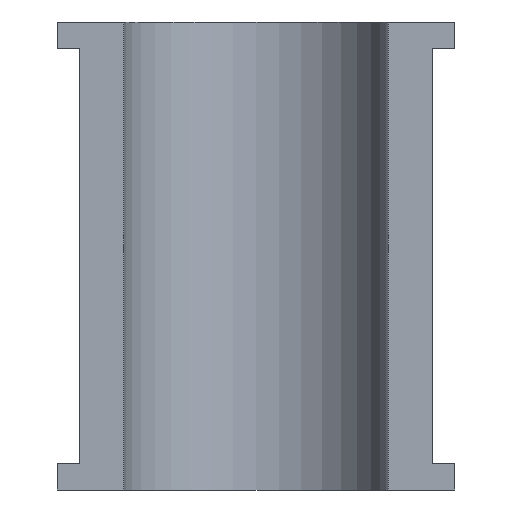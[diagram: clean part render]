
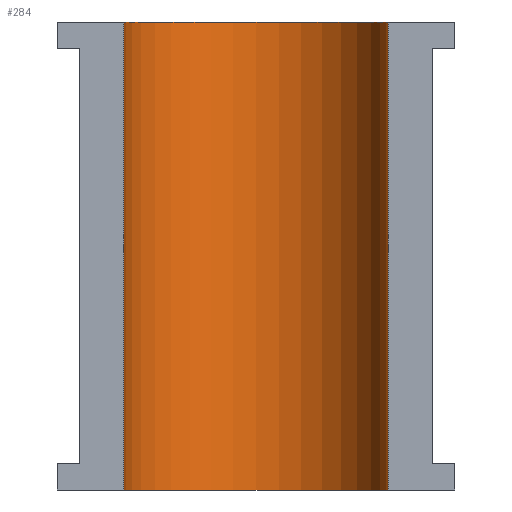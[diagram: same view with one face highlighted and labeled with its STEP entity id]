
A CAD part, front view. The second image highlights one B-rep face of the part: STEP entity #284.
In plain terms, the highlighted cylindrical face has radius 30 mm (diameter 60 mm), a partial arc.
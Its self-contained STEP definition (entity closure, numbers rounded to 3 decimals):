
#4 = AXIS2_PLACEMENT_3D ( 'NONE', #109, #312, #261 ) ;
#14 = CARTESIAN_POINT ( 'NONE',  ( -30., 0., 53. ) ) ;
#30 = VERTEX_POINT ( 'NONE', #110 ) ;
#32 = EDGE_CURVE ( 'NONE', #322, #168, #316, .T. ) ;
#42 = EDGE_CURVE ( 'NONE', #30, #249, #64, .T. ) ;
#52 = VECTOR ( 'NONE', #206, 1000. ) ;
#53 = CYLINDRICAL_SURFACE ( 'NONE', #139, 30. ) ;
#64 = LINE ( 'NONE', #14, #70 ) ;
#70 = VECTOR ( 'NONE', #263, 1000. ) ;
#76 = ORIENTED_EDGE ( 'NONE', *, *, #166, .T. ) ;
#89 = CARTESIAN_POINT ( 'NONE',  ( 0., 0., 53. ) ) ;
#109 = CARTESIAN_POINT ( 'NONE',  ( 0., 0., -53. ) ) ;
#110 = CARTESIAN_POINT ( 'NONE',  ( -30., 0., 53. ) ) ;
#134 = ORIENTED_EDGE ( 'NONE', *, *, #42, .T. ) ;
#135 = DIRECTION ( 'NONE',  ( 0., 0., -1. ) ) ;
#136 = EDGE_CURVE ( 'NONE', #30, #322, #247, .T. ) ;
#139 = AXIS2_PLACEMENT_3D ( 'NONE', #164, #301, #193 ) ;
#148 = EDGE_LOOP ( 'NONE', ( #76, #149, #186, #134 ) ) ;
#149 = ORIENTED_EDGE ( 'NONE', *, *, #32, .F. ) ;
#155 = DIRECTION ( 'NONE',  ( 1., 0., 0. ) ) ;
#164 = CARTESIAN_POINT ( 'NONE',  ( 0., 0., 53. ) ) ;
#166 = EDGE_CURVE ( 'NONE', #249, #168, #303, .T. ) ;
#168 = VERTEX_POINT ( 'NONE', #314 ) ;
#169 = FACE_OUTER_BOUND ( 'NONE', #148, .T. ) ;
#185 = CARTESIAN_POINT ( 'NONE',  ( -30., 0., -53. ) ) ;
#186 = ORIENTED_EDGE ( 'NONE', *, *, #136, .F. ) ;
#193 = DIRECTION ( 'NONE',  ( -1., 0., 0. ) ) ;
#206 = DIRECTION ( 'NONE',  ( 0., 0., -1. ) ) ;
#247 = CIRCLE ( 'NONE', #294, 30. ) ;
#249 = VERTEX_POINT ( 'NONE', #185 ) ;
#261 = DIRECTION ( 'NONE',  ( 1., 0., 0. ) ) ;
#263 = DIRECTION ( 'NONE',  ( 0., 0., -1. ) ) ;
#281 = CARTESIAN_POINT ( 'NONE',  ( 30., 0., 53. ) ) ;
#284 = ADVANCED_FACE ( 'NONE', ( #169 ), #53, .F. ) ;
#291 = CARTESIAN_POINT ( 'NONE',  ( 30., 0., 53. ) ) ;
#294 = AXIS2_PLACEMENT_3D ( 'NONE', #89, #135, #155 ) ;
#301 = DIRECTION ( 'NONE',  ( 0., 0., -1. ) ) ;
#303 = CIRCLE ( 'NONE', #4, 30. ) ;
#312 = DIRECTION ( 'NONE',  ( 0., 0., -1. ) ) ;
#314 = CARTESIAN_POINT ( 'NONE',  ( 30., 0., -53. ) ) ;
#316 = LINE ( 'NONE', #291, #52 ) ;
#322 = VERTEX_POINT ( 'NONE', #281 ) ;
